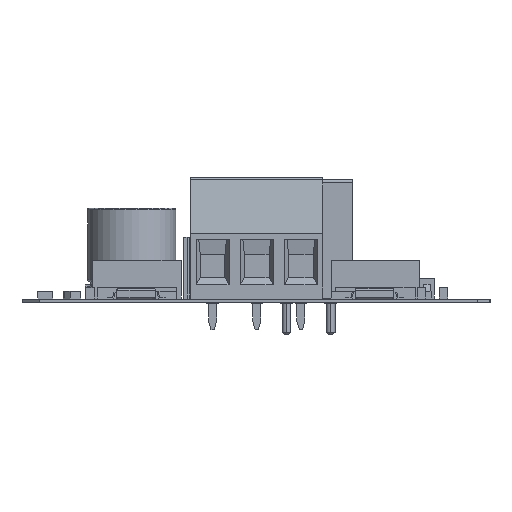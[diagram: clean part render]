
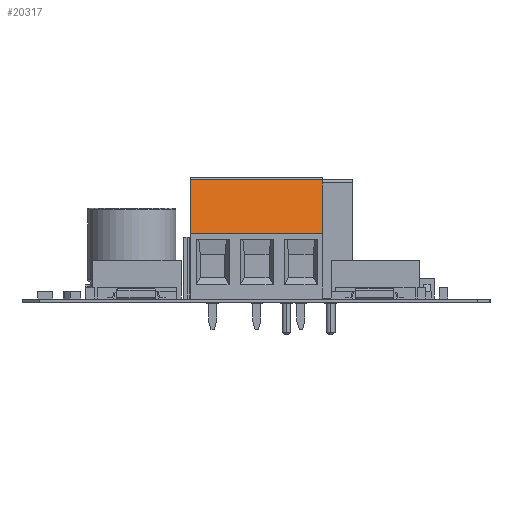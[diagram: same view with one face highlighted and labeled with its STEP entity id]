
A CAD part, left-side view. The second image highlights one B-rep face of the part: STEP entity #20317.
In plain terms, the highlighted face is planar.
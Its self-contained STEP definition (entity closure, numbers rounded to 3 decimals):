
#16494 = VERTEX_POINT('',#16495);
#16495 = CARTESIAN_POINT('',(0.036,7.4,-0.741));
#16501 = EDGE_CURVE('',#16502,#16494,#16504,.T.);
#16502 = VERTEX_POINT('',#16503);
#16503 = CARTESIAN_POINT('',(-1.392,13.491,-0.741));
#16504 = LINE('',#16505,#16506);
#16505 = CARTESIAN_POINT('',(-1.392,13.491,-0.741));
#16506 = VECTOR('',#16507,1.);
#16507 = DIRECTION('',(0.228,-0.974,
    0.));
#17289 = VERTEX_POINT('',#17290);
#17290 = CARTESIAN_POINT('',(0.036,7.4,-15.741));
#17296 = EDGE_CURVE('',#16494,#17289,#17297,.T.);
#17297 = LINE('',#17298,#17299);
#17298 = CARTESIAN_POINT('',(0.036,7.4,-13.241));
#17299 = VECTOR('',#17300,1.);
#17300 = DIRECTION('',(0.,0.,-1.));
#18446 = EDGE_CURVE('',#18447,#16502,#18449,.T.);
#18447 = VERTEX_POINT('',#18448);
#18448 = CARTESIAN_POINT('',(-1.392,13.491,-15.741));
#18449 = LINE('',#18450,#18451);
#18450 = CARTESIAN_POINT('',(-1.392,13.491,-8.241));
#18451 = VECTOR('',#18452,1.);
#18452 = DIRECTION('',(0.,0.,1.));
#18471 = EDGE_CURVE('',#18447,#17289,#18472,.T.);
#18472 = LINE('',#18473,#18474);
#18473 = CARTESIAN_POINT('',(-1.392,13.491,-15.741));
#18474 = VECTOR('',#18475,1.);
#18475 = DIRECTION('',(0.228,-0.974,
    0.));
#20317 = ADVANCED_FACE('',(#20318),#20324,.T.);
#20318 = FACE_BOUND('',#20319,.T.);
#20319 = EDGE_LOOP('',(#20320,#20321,#20322,#20323));
#20320 = ORIENTED_EDGE('',*,*,#17296,.T.);
#20321 = ORIENTED_EDGE('',*,*,#18471,.F.);
#20322 = ORIENTED_EDGE('',*,*,#18446,.T.);
#20323 = ORIENTED_EDGE('',*,*,#16501,.T.);
#20324 = PLANE('',#20325);
#20325 = AXIS2_PLACEMENT_3D('',#20326,#20327,#20328);
#20326 = CARTESIAN_POINT('',(-1.392,13.491,-13.241));
#20327 = DIRECTION('',(0.974,0.228,
    0.));
#20328 = DIRECTION('',(0.,0.,-1.));
